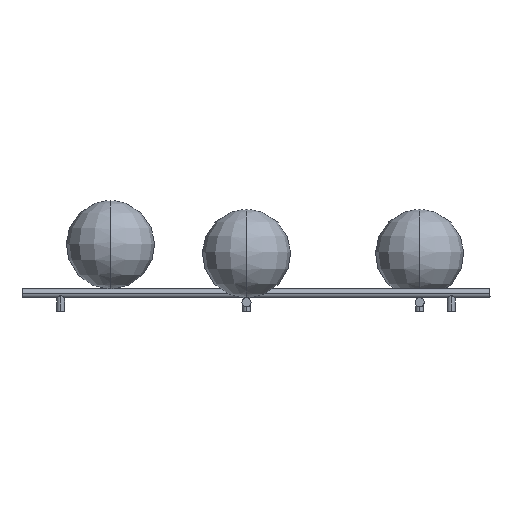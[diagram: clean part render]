
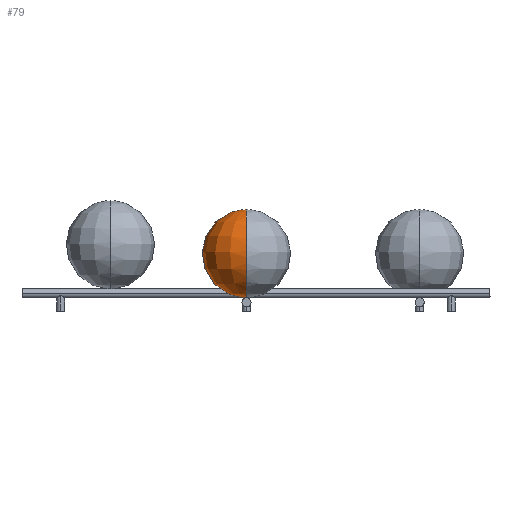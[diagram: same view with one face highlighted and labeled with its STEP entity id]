
A CAD part, left-side view. The second image highlights one B-rep face of the part: STEP entity #79.
In plain terms, the highlighted free-form (B-spline) face has degree [2, 2] with [5, 5] control points.
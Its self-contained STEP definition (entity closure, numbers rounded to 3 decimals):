
#44=(
BOUNDED_SURFACE()
B_SPLINE_SURFACE(2,2,((#1270,#1271,#1272,#1273,#1274),(#1275,#1276,#1277,
#1278,#1279),(#1280,#1281,#1282,#1283,#1284),(#1285,#1286,#1287,#1288,#1289),
(#1290,#1291,#1292,#1293,#1294)),.UNSPECIFIED.,.F.,.F.,.F.)
B_SPLINE_SURFACE_WITH_KNOTS((3,2,3),(3,2,3),(0.,92.57,185.14),
(0.,123.216,246.431),.UNSPECIFIED.)
GEOMETRIC_REPRESENTATION_ITEM()
RATIONAL_B_SPLINE_SURFACE(((1.,0.707,1.,0.707,1.),
(0.717,0.507,0.717,0.507,
0.717),(1.,0.707,1.,0.707,1.),(0.717,
0.507,0.717,0.507,0.717),
(1.,0.707,1.,0.707,1.)))
REPRESENTATION_ITEM('')
SURFACE()
);
#79=ADVANCED_FACE('',(#129),#44,.T.);
#129=FACE_OUTER_BOUND('',#179,.T.);
#179=EDGE_LOOP('',(#261,#262,#263));
#261=ORIENTED_EDGE('',*,*,#392,.T.);
#262=ORIENTED_EDGE('',*,*,#391,.F.);
#263=ORIENTED_EDGE('',*,*,#390,.F.);
#390=EDGE_CURVE('',#538,#539,#468,.T.);
#391=EDGE_CURVE('',#539,#540,#469,.T.);
#392=EDGE_CURVE('',#538,#540,#470,.T.);
#468=(
BOUNDED_CURVE()
B_SPLINE_CURVE(2,(#1371,#1372,#1373,#1374,#1375),.UNSPECIFIED.,.F.,.F.)
B_SPLINE_CURVE_WITH_KNOTS((3,2,3),(0.,92.57,185.14),
 .UNSPECIFIED.)
CURVE()
GEOMETRIC_REPRESENTATION_ITEM()
RATIONAL_B_SPLINE_CURVE((1.,0.717,1.,0.717,1.))
REPRESENTATION_ITEM('')
);
#469=(
BOUNDED_CURVE()
B_SPLINE_CURVE(2,(#1376,#1377,#1378,#1379,#1380),.UNSPECIFIED.,.F.,.F.)
B_SPLINE_CURVE_WITH_KNOTS((3,2,3),(-376.914,-282.685,
-188.457),.UNSPECIFIED.)
CURVE()
GEOMETRIC_REPRESENTATION_ITEM()
RATIONAL_B_SPLINE_CURVE((1.,0.707,1.,0.707,1.))
REPRESENTATION_ITEM('')
);
#470=(
BOUNDED_CURVE()
B_SPLINE_CURVE(2,(#1381,#1382,#1383,#1384,#1385),.UNSPECIFIED.,.F.,.F.)
B_SPLINE_CURVE_WITH_KNOTS((3,2,3),(0.,92.57,185.14),
 .UNSPECIFIED.)
CURVE()
GEOMETRIC_REPRESENTATION_ITEM()
RATIONAL_B_SPLINE_CURVE((1.,0.717,1.,0.717,1.))
REPRESENTATION_ITEM('')
);
#538=VERTEX_POINT('',#1365);
#539=VERTEX_POINT('',#1366);
#540=VERTEX_POINT('',#1367);
#1270=CARTESIAN_POINT('',(-715.774,234.877,138.393));
#1271=CARTESIAN_POINT('',(-715.774,234.877,138.393));
#1272=CARTESIAN_POINT('',(-715.774,234.877,138.393));
#1273=CARTESIAN_POINT('',(-715.774,234.877,138.393));
#1274=CARTESIAN_POINT('',(-715.774,234.877,138.393));
#1275=CARTESIAN_POINT('',(-657.429,234.877,138.393));
#1276=CARTESIAN_POINT('',(-657.429,293.223,138.393));
#1277=CARTESIAN_POINT('',(-715.774,293.223,138.393));
#1278=CARTESIAN_POINT('',(-774.119,293.223,138.393));
#1279=CARTESIAN_POINT('',(-774.119,234.877,138.393));
#1280=CARTESIAN_POINT('',(-655.797,234.877,80.07));
#1281=CARTESIAN_POINT('',(-655.797,294.854,80.07));
#1282=CARTESIAN_POINT('',(-715.774,294.854,80.07));
#1283=CARTESIAN_POINT('',(-775.75,294.854,80.07));
#1284=CARTESIAN_POINT('',(-775.75,234.877,80.07));
#1285=CARTESIAN_POINT('',(-654.166,234.877,21.748));
#1286=CARTESIAN_POINT('',(-654.166,296.485,21.748));
#1287=CARTESIAN_POINT('',(-715.774,296.485,21.748));
#1288=CARTESIAN_POINT('',(-777.382,296.485,21.748));
#1289=CARTESIAN_POINT('',(-777.382,234.877,21.748));
#1290=CARTESIAN_POINT('',(-712.42,234.877,18.486));
#1291=CARTESIAN_POINT('',(-712.42,238.231,18.486));
#1292=CARTESIAN_POINT('',(-715.774,238.231,18.486));
#1293=CARTESIAN_POINT('',(-719.128,238.231,18.486));
#1294=CARTESIAN_POINT('',(-719.128,234.877,18.486));
#1365=CARTESIAN_POINT('',(-715.774,234.877,138.393));
#1366=CARTESIAN_POINT('',(-719.128,234.877,18.486));
#1367=CARTESIAN_POINT('',(-712.42,234.877,18.486));
#1371=CARTESIAN_POINT('',(-715.774,234.877,138.393));
#1372=CARTESIAN_POINT('',(-774.119,234.877,138.393));
#1373=CARTESIAN_POINT('',(-775.75,234.877,80.07));
#1374=CARTESIAN_POINT('',(-777.382,234.877,21.748));
#1375=CARTESIAN_POINT('',(-719.128,234.877,18.486));
#1376=CARTESIAN_POINT('',(-719.128,234.877,18.486));
#1377=CARTESIAN_POINT('',(-719.128,238.231,18.486));
#1378=CARTESIAN_POINT('',(-715.774,238.231,18.486));
#1379=CARTESIAN_POINT('',(-712.42,238.231,18.486));
#1380=CARTESIAN_POINT('',(-712.42,234.877,18.486));
#1381=CARTESIAN_POINT('',(-715.774,234.877,138.393));
#1382=CARTESIAN_POINT('',(-657.429,234.877,138.393));
#1383=CARTESIAN_POINT('',(-655.797,234.877,80.07));
#1384=CARTESIAN_POINT('',(-654.166,234.877,21.748));
#1385=CARTESIAN_POINT('',(-712.42,234.877,18.486));
